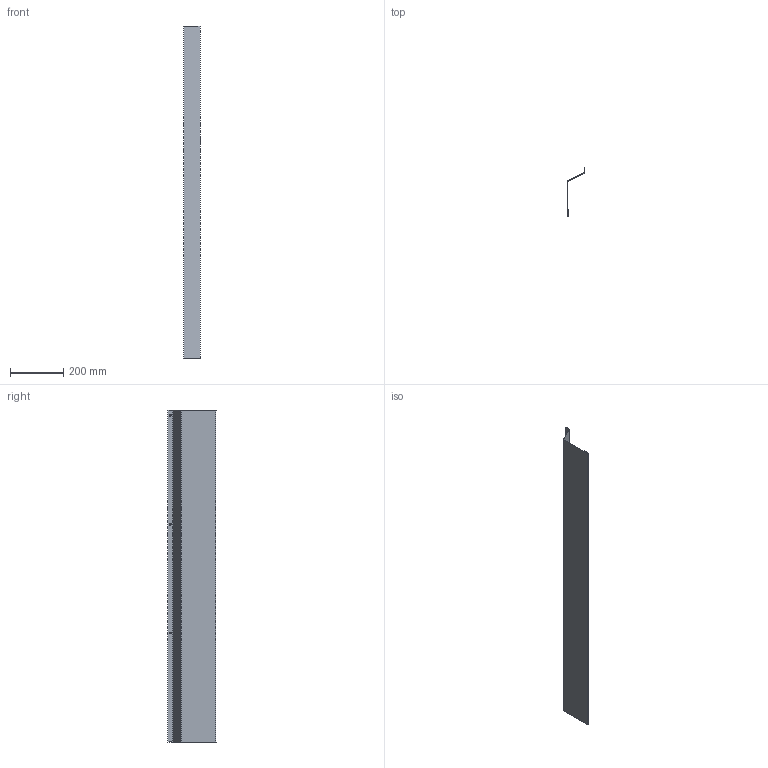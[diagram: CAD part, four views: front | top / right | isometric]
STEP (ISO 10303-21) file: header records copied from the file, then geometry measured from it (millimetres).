
FILE_DESCRIPTION(/* description */ (''),/* implementation_level */ '2;1');
FILE_NAME(/* name */ '20603.stp',/* time_stamp */ '2019-08-13T08:38:22+02:00',/* author */ ('DIDIERR'),/* organization */ (''),/* preprocessor_version */ 'ST-DEVELOPER v17.2',/* originating_system */ 'Autodesk Inventor 2019',/* authorisation */ '');
FILE_SCHEMA (('AUTOMOTIVE_DESIGN { 1 0 10303 214 3 1 1 }'));
Length unit declared in the file: millimetre
Products named in the file (1): Bandeau tôle-3
Bounding box: 63.8 x 181.71 x 1250 mm (x, y, z)
Volume: 244875.6 mm3; surface area: 614632.8 mm2
Topology: 1 solids, 1 shells, 23 faces, 66 edges, 45 vertices
Faces by surface type: plane 13, cylinder 10
Full cylindrical faces by diameter (mm): 6.5 x3
Entity records: 820 total; most frequent: DIRECTION 137, CARTESIAN_POINT 135, ORIENTED_EDGE 132, EDGE_CURVE 66, AXIS2_PLACEMENT_3D 47, VERTEX_POINT 45, LINE 43, VECTOR 43
